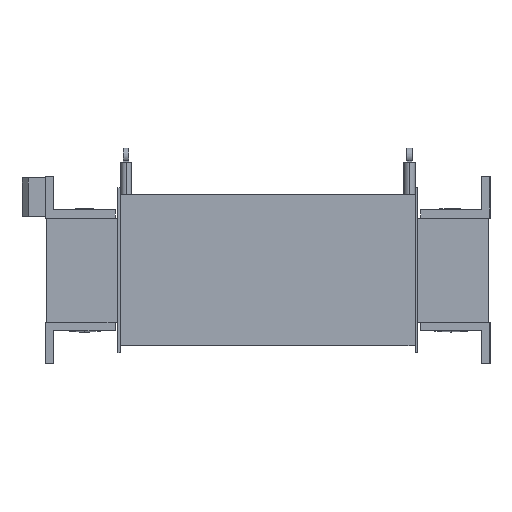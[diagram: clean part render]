
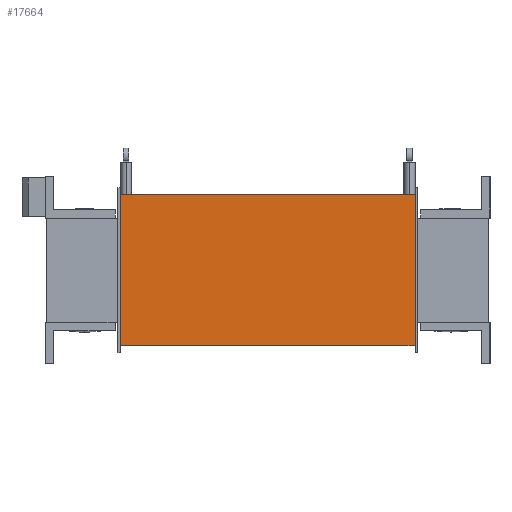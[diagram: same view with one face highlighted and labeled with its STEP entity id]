
A CAD part, left-side view. The second image highlights one B-rep face of the part: STEP entity #17664.
In plain terms, the highlighted planar face has unit normal (-1, 0, 0).
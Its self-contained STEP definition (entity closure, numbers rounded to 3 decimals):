
#17541=DIRECTION('',(0.,0.,1.));
#17542=VECTOR('',#17541,109.);
#17543=CARTESIAN_POINT('',(-174.5,266.,-54.5));
#17544=LINE('',#17543,#17542);
#17548=DIRECTION('',(0.,-1.,0.));
#17549=VECTOR('',#17548,212.);
#17550=CARTESIAN_POINT('',(-174.5,266.,54.5));
#17551=LINE('',#17550,#17549);
#17569=DIRECTION('',(0.,0.,1.));
#17570=VECTOR('',#17569,109.);
#17571=CARTESIAN_POINT('',(-174.5,54.,-54.5));
#17572=LINE('',#17571,#17570);
#17597=DIRECTION('',(0.,-1.,0.));
#17598=VECTOR('',#17597,212.);
#17599=CARTESIAN_POINT('',(-174.5,266.,-54.5));
#17600=LINE('',#17599,#17598);
#17604=CARTESIAN_POINT('',(-174.5,266.,54.5));
#17606=VERTEX_POINT('',#17604);
#17610=CARTESIAN_POINT('',(-174.5,54.,54.5));
#17611=VERTEX_POINT('',#17610);
#17612=CARTESIAN_POINT('',(-174.5,266.,-54.5));
#17613=VERTEX_POINT('',#17612);
#17616=CARTESIAN_POINT('',(-174.5,54.,-54.5));
#17617=VERTEX_POINT('',#17616);
#17651=CARTESIAN_POINT('',(-174.5,54.,-54.5));
#17652=DIRECTION('',(-1.,0.,0.));
#17653=DIRECTION('',(0.,0.,1.));
#17654=AXIS2_PLACEMENT_3D('',#17651,#17652,#17653);
#17655=PLANE('',#17654);
#17657=ORIENTED_EDGE('',*,*,#17656,.F.);
#17659=ORIENTED_EDGE('',*,*,#17658,.F.);
#17660=ORIENTED_EDGE('',*,*,#17642,.T.);
#17661=ORIENTED_EDGE('',*,*,#17631,.T.);
#17662=EDGE_LOOP('',(#17657,#17659,#17660,#17661));
#17663=FACE_OUTER_BOUND('',#17662,.F.);
#17631=EDGE_CURVE('',#17606,#17611,#17551,.T.);
#17642=EDGE_CURVE('',#17613,#17606,#17544,.T.);
#17656=EDGE_CURVE('',#17617,#17611,#17572,.T.);
#17658=EDGE_CURVE('',#17613,#17617,#17600,.T.);
#17664=ADVANCED_FACE('',(#17663),#17655,.T.);
